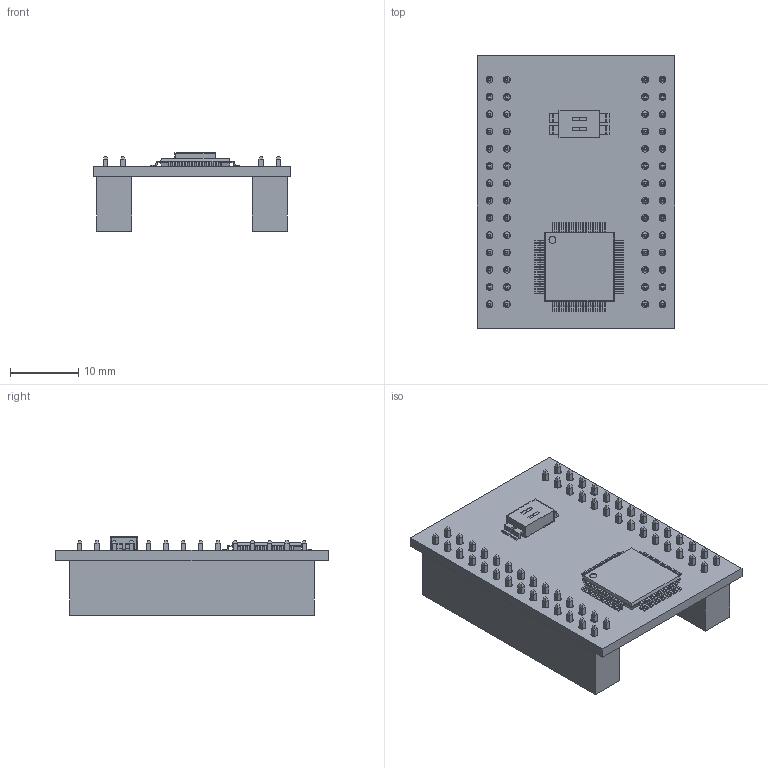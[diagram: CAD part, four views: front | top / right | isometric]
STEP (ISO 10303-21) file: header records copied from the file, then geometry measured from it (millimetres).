
FILE_DESCRIPTION(('FreeCAD Model'),'2;1');
FILE_NAME('Open CASCADE Shape Model','2021-12-17T16:31:25',( 'kicad StepUp'),('ksu MCAD'),'Open CASCADE STEP processor 7.5', 'FreeCAD','Unknown');
FILE_SCHEMA(('AUTOMOTIVE_DESIGN { 1 0 10303 214 1 1 1 1 }'));
Length unit declared in the file: millimetre
Products named in the file (1): RX220_v11_cp
Bounding box: 29 x 40 x 11.5 mm (x, y, z)
Volume: 4638.5 mm3; surface area: 6934.7 mm2
Topology: 130 solids, 130 shells, 2094 faces, 5031 edges, 3202 vertices
Faces by surface type: plane 1757, cylinder 337
Full cylindrical faces by diameter (mm): 1 x56, 1.02 x1
Entity records: 75622 total; most frequent: CARTESIAN_POINT 10328, ORIENTED_EDGE 10062, DIRECTION 9895, EDGE_CURVE 5031, LINE 4357, VECTOR 4357, VERTEX_POINT 3202, AXIS2_PLACEMENT_3D 2769
